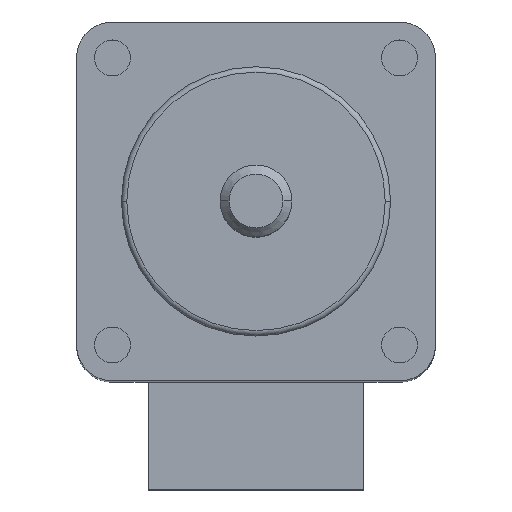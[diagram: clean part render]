
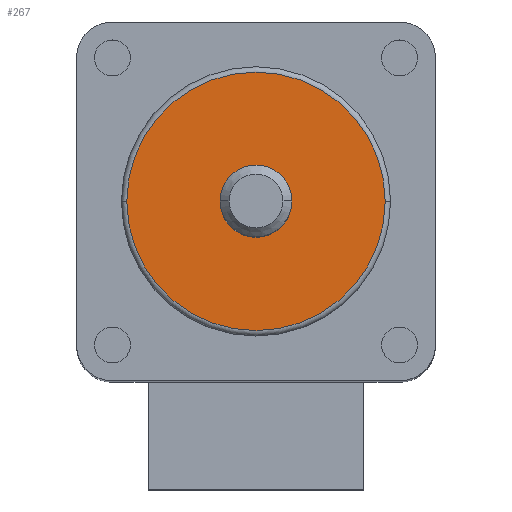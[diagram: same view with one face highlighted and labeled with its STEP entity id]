
A CAD part, top view. The second image highlights one B-rep face of the part: STEP entity #267.
In plain terms, the highlighted planar face has unit normal (0, 0, 1).
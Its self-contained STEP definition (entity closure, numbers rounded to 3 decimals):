
#60 = CIRCLE ( 'NONE', #75, 7.2 ) ;
#75 = AXIS2_PLACEMENT_3D ( 'NONE', #763, #764, #765 ) ;
#110 = AXIS2_PLACEMENT_3D ( 'NONE', #668, #669, #670 ) ;
#146 = AXIS2_PLACEMENT_3D ( 'NONE', #760, #761, #762 ) ;
#149 = AXIS2_PLACEMENT_3D ( 'NONE', #793, #794, #795 ) ;
#152 = CIRCLE ( 'NONE', #149, 7.2 ) ;
#158 = AXIS2_PLACEMENT_3D ( 'NONE', #837, #838, #839 ) ;
#159 = CIRCLE ( 'NONE', #146, 2. ) ;
#168 = CIRCLE ( 'NONE', #158, 2. ) ;
#195 = ORIENTED_EDGE ( 'NONE', *, *, #307, .T. ) ;
#196 = ORIENTED_EDGE ( 'NONE', *, *, #336, .T. ) ;
#202 = ORIENTED_EDGE ( 'NONE', *, *, #319, .T. ) ;
#210 = ORIENTED_EDGE ( 'NONE', *, *, #308, .T. ) ;
#267 = ADVANCED_FACE ( 'NONE', ( #551, #552 ), #667, .T. ) ;
#307 = EDGE_CURVE ( 'NONE', #519, #520, #159, .T. ) ;
#308 = EDGE_CURVE ( 'NONE', #513, #514, #60, .T. ) ;
#319 = EDGE_CURVE ( 'NONE', #514, #513, #152, .T. ) ;
#336 = EDGE_CURVE ( 'NONE', #520, #519, #168, .T. ) ;
#485 = EDGE_LOOP ( 'NONE', ( #202, #210 ) ) ;
#492 = EDGE_LOOP ( 'NONE', ( #196, #195 ) ) ;
#513 = VERTEX_POINT ( 'NONE', #996 ) ;
#514 = VERTEX_POINT ( 'NONE', #997 ) ;
#519 = VERTEX_POINT ( 'NONE', #1002 ) ;
#520 = VERTEX_POINT ( 'NONE', #1003 ) ;
#551 = FACE_OUTER_BOUND ( 'NONE', #485, .T. ) ;
#552 = FACE_BOUND ( 'NONE', #492, .T. ) ;
#667 = PLANE ( 'NONE',  #110 ) ;
#668 = CARTESIAN_POINT ( 'NONE',  ( 0., 0., 48.5 ) ) ;
#669 = DIRECTION ( 'NONE',  ( 0., 0., 1. ) ) ;
#670 = DIRECTION ( 'NONE',  ( 1., 0., 0. ) ) ;
#760 = CARTESIAN_POINT ( 'NONE',  ( 0., 0., 48.5 ) ) ;
#761 = DIRECTION ( 'NONE',  ( 0., 0., -1. ) ) ;
#762 = DIRECTION ( 'NONE',  ( 1., 0., 0. ) ) ;
#763 = CARTESIAN_POINT ( 'NONE',  ( 0., 0., 48.5 ) ) ;
#764 = DIRECTION ( 'NONE',  ( 0., 0., 1. ) ) ;
#765 = DIRECTION ( 'NONE',  ( 1., 0., 0. ) ) ;
#793 = CARTESIAN_POINT ( 'NONE',  ( 0., 0., 48.5 ) ) ;
#794 = DIRECTION ( 'NONE',  ( 0., 0., 1. ) ) ;
#795 = DIRECTION ( 'NONE',  ( 1., 0., 0. ) ) ;
#837 = CARTESIAN_POINT ( 'NONE',  ( 0., 0., 48.5 ) ) ;
#838 = DIRECTION ( 'NONE',  ( 0., 0., -1. ) ) ;
#839 = DIRECTION ( 'NONE',  ( 1., 0., 0. ) ) ;
#996 = CARTESIAN_POINT ( 'NONE',  ( -7.2, 0., 48.5 ) ) ;
#997 = CARTESIAN_POINT ( 'NONE',  ( 7.2, 0., 48.5 ) ) ;
#1002 = CARTESIAN_POINT ( 'NONE',  ( 2., 0., 48.5 ) ) ;
#1003 = CARTESIAN_POINT ( 'NONE',  ( -2., 0., 48.5 ) ) ;
